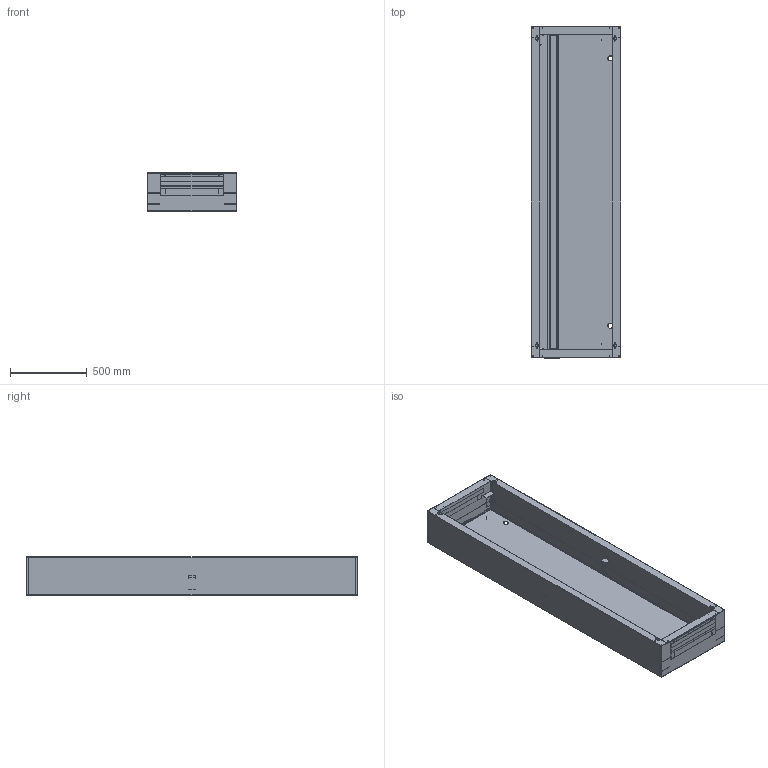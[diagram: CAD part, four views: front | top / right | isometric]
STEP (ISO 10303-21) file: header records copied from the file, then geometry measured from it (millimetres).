
FILE_DESCRIPTION (( 'STEP AP214' ), '1' );
FILE_NAME ('IL006245-F.STEP', '2020-01-29T12:25:02', ( '' ), ( '' ), 'SwSTEP 2.0', 'SolidWorks 2019', '' );
FILE_SCHEMA (( 'AUTOMOTIVE_DESIGN' ));
Length unit declared in the file: millimetre
Products named in the file (10): baglama gornja_LH; Sponge part big; IL006245-F; Metal part; Sponge part small; IL006245-F door; IL006245-F enclosure; Kutni dio; Srednji dio; baglama donja_LH
Assembly tree (16 placements, depth 2):
  IL006245-F
    IL006245-F enclosure
    IL006245-F door
    Metal part  x2
    baglama donja_LH
    baglama gornja_LH
    Sponge part big  x2
    Sponge part small  x2
    Srednji dio  x2
    Kutni dio  x4
Bounding box: 586 x 2162 x 250 mm (x, y, z)
Volume: 6756838.9 mm3; surface area: 7604046.1 mm2
Topology: 20 solids, 20 shells, 1117 faces, 2868 edges, 1793 vertices
Faces by surface type: plane 665, cylinder 436, cone 8, sphere 5, bspline 2, torus 1
Entity records: 27444 total; most frequent: DIRECTION 4705, CARTESIAN_POINT 4679, ORIENTED_EDGE 4524, EDGE_CURVE 2262, VECTOR 1607, LINE 1607, AXIS2_PLACEMENT_3D 1549, VERTEX_POINT 1397
